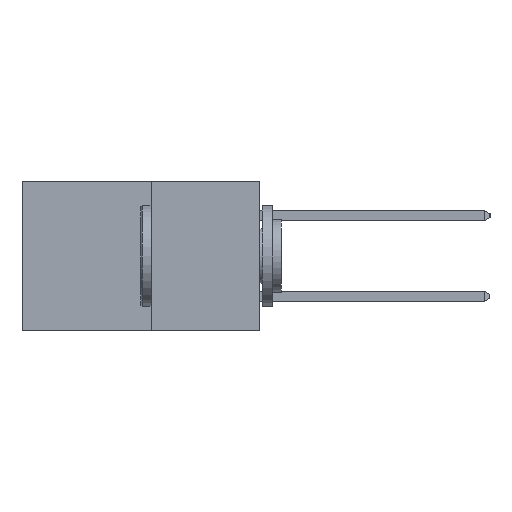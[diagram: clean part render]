
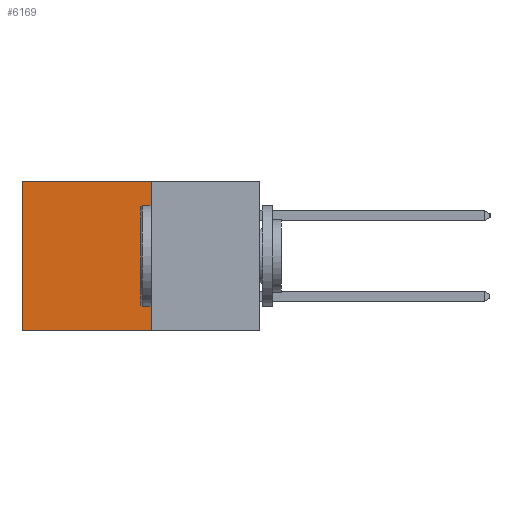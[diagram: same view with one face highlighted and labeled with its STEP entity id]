
A CAD part, left-side view. The second image highlights one B-rep face of the part: STEP entity #6169.
In plain terms, the highlighted planar face has unit normal (-1, 0, 0).
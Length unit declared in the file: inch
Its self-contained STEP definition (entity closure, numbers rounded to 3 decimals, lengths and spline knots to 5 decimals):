
#6 = LINE ( 'NONE', #9025, #4057 ) ;
#439 = LINE ( 'NONE', #9174, #4719 ) ;
#574 = DIRECTION ( 'NONE',  ( 0., 0., -1. ) ) ;
#955 = DIRECTION ( 'NONE',  ( 0., 0., -1. ) ) ;
#970 = VECTOR ( 'NONE', #574, 39.37008 ) ;
#1410 = CARTESIAN_POINT ( 'NONE',  ( 0.277, 0.27, -0.37 ) ) ;
#1467 = CARTESIAN_POINT ( 'NONE',  ( 0.277, 0.59, -0.37 ) ) ;
#1619 = VERTEX_POINT ( 'NONE', #8462 ) ;
#2372 = ORIENTED_EDGE ( 'NONE', *, *, #4253, .T. ) ;
#3039 = DIRECTION ( 'NONE',  ( 0., 0., -1. ) ) ;
#3096 = DIRECTION ( 'NONE',  ( 1., 0., 0. ) ) ;
#3107 = CARTESIAN_POINT ( 'NONE',  ( 0.277, 0.27, -0.37 ) ) ;
#3145 = PLANE ( 'NONE',  #4567 ) ;
#3154 = CARTESIAN_POINT ( 'NONE',  ( 0.277, 0.59, -0.37 ) ) ;
#3435 = ORIENTED_EDGE ( 'NONE', *, *, #7691, .T. ) ;
#3672 = CARTESIAN_POINT ( 'NONE',  ( 0.277, 0.27, 0. ) ) ;
#4004 = VECTOR ( 'NONE', #955, 39.37008 ) ;
#4057 = VECTOR ( 'NONE', #8898, 39.37008 ) ;
#4131 = EDGE_CURVE ( 'NONE', #5197, #1619, #5529, .T. ) ;
#4253 = EDGE_CURVE ( 'NONE', #4670, #8629, #6385, .T. ) ;
#4567 = AXIS2_PLACEMENT_3D ( 'NONE', #3107, #3096, #3039 ) ;
#4670 = VERTEX_POINT ( 'NONE', #6034 ) ;
#4719 = VECTOR ( 'NONE', #9163, 39.37008 ) ;
#5197 = VERTEX_POINT ( 'NONE', #3672 ) ;
#5446 = ORIENTED_EDGE ( 'NONE', *, *, #4131, .F. ) ;
#5529 = LINE ( 'NONE', #1410, #970 ) ;
#5700 = EDGE_CURVE ( 'NONE', #1619, #8629, #439, .T. ) ;
#5743 = ORIENTED_EDGE ( 'NONE', *, *, #5700, .F. ) ;
#5985 = EDGE_LOOP ( 'NONE', ( #2372, #5743, #5446, #3435 ) ) ;
#6034 = CARTESIAN_POINT ( 'NONE',  ( 0.277, 0.59, 0. ) ) ;
#6169 = ADVANCED_FACE ( 'NONE', ( #8794 ), #3145, .F. ) ;
#6385 = LINE ( 'NONE', #3154, #4004 ) ;
#7691 = EDGE_CURVE ( 'NONE', #5197, #4670, #6, .T. ) ;
#8462 = CARTESIAN_POINT ( 'NONE',  ( 0.277, 0.27, -0.37 ) ) ;
#8629 = VERTEX_POINT ( 'NONE', #1467 ) ;
#8794 = FACE_OUTER_BOUND ( 'NONE', #5985, .T. ) ;
#8898 = DIRECTION ( 'NONE',  ( 0., 1., 0. ) ) ;
#9025 = CARTESIAN_POINT ( 'NONE',  ( 0.277, 0.27, 0. ) ) ;
#9163 = DIRECTION ( 'NONE',  ( 0., 1., 0. ) ) ;
#9174 = CARTESIAN_POINT ( 'NONE',  ( 0.277, 0.27, -0.37 ) ) ;
